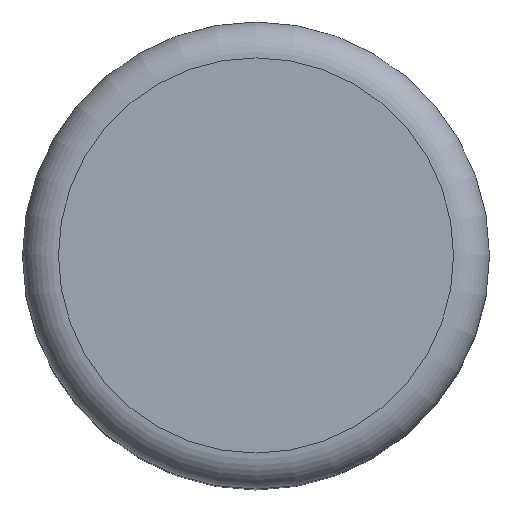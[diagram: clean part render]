
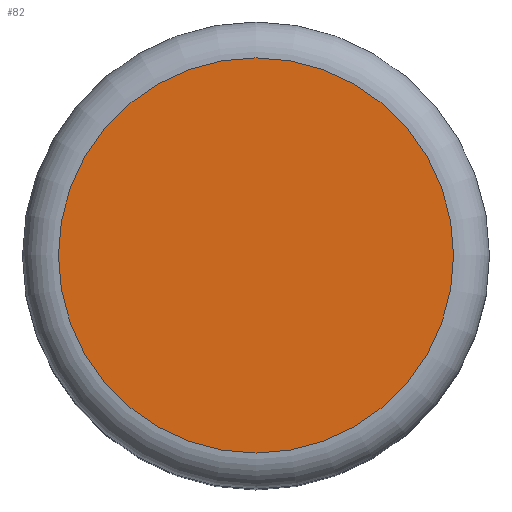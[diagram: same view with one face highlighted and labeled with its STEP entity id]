
A CAD part, top view. The second image highlights one B-rep face of the part: STEP entity #82.
In plain terms, the highlighted planar face has unit normal (0, 0, 1).
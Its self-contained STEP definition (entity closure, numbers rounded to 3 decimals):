
#82 = ADVANCED_FACE( '', ( #106 ), #107, .F. );
#106 = FACE_OUTER_BOUND( '', #132, .T. );
#107 = PLANE( '', #133 );
#132 = EDGE_LOOP( '', ( #172 ) );
#133 = AXIS2_PLACEMENT_3D( '', #173, #174, #175 );
#172 = ORIENTED_EDGE( '', *, *, #189, .T. );
#173 = CARTESIAN_POINT( '', ( 0., 6.5, 27. ) );
#174 = DIRECTION( '', ( 0., 0., -1. ) );
#175 = DIRECTION( '', ( -1., 0., 0. ) );
#189 = EDGE_CURVE( '', #204, #204, #205, .F. );
#204 = VERTEX_POINT( '', #220 );
#205 = CIRCLE( '', #221, 5.5 );
#220 = CARTESIAN_POINT( '', ( -5.5, 0., 27. ) );
#221 = AXIS2_PLACEMENT_3D( '', #243, #244, #245 );
#243 = CARTESIAN_POINT( '', ( 0., 0., 27. ) );
#244 = DIRECTION( '', ( 0., 0., -1. ) );
#245 = DIRECTION( '', ( -1., 0., 0. ) );
